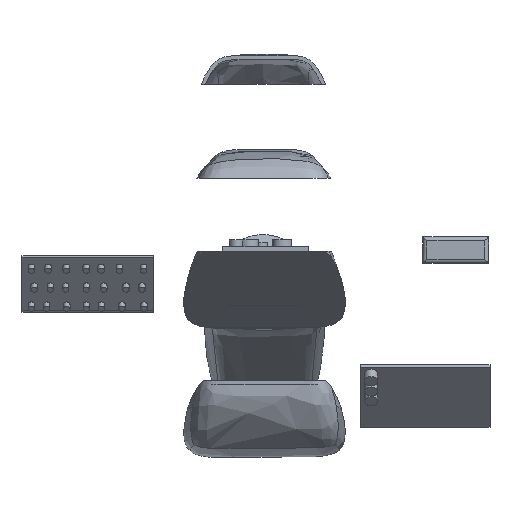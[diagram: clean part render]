
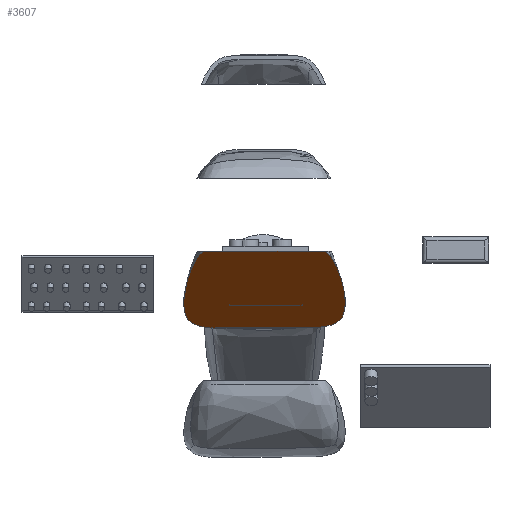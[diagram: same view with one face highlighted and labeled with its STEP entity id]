
A CAD part, front view. The second image highlights one B-rep face of the part: STEP entity #3607.
In plain terms, the highlighted planar face has unit normal (0, -0.555, -0.832).
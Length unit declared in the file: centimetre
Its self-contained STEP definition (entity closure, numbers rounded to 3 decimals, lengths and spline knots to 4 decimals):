
#145=B_SPLINE_CURVE_WITH_KNOTS('',3,(#11297,#11298,#11299,#11300),
 .UNSPECIFIED.,.F.,.F.,(4,4),(-2.5914,0.),.UNSPECIFIED.);
#150=B_SPLINE_CURVE_WITH_KNOTS('',3,(#11551,#11552,#11553,#11554,#11555,
#11556,#11557,#11558),.UNSPECIFIED.,.F.,.F.,(4,2,2,4),(-8.7901,
-5.2794,-2.9545,0.),.UNSPECIFIED.);
#153=B_SPLINE_CURVE_WITH_KNOTS('',3,(#11772,#11773,#11774,#11775,#11776,
#11777,#11778,#11779,#11780,#11781,#11782,#11783,#11784,#11785,#11786,#11787,
#11788,#11789,#11790,#11791,#11792,#11793,#11794,#11795,#11796,#11797,#11798,
#11799,#11800,#11801,#11802,#11803,#11804,#11805,#11806,#11807,#11808,#11809,
#11810,#11811,#11812,#11813,#11814),.UNSPECIFIED.,.F.,.F.,(4,3,3,3,3,3,
3,3,3,3,3,3,3,3,4),(-4.2725,-4.1504,-4.0184,
-3.8055,-3.6354,-3.5518,-3.2883,
-3.2292,-3.0248,-2.7323,-2.6157,
-1.5807,-1.0041,-0.3424,0.),
 .UNSPECIFIED.);
#161=B_SPLINE_CURVE_WITH_KNOTS('',3,(#12101,#12102,#12103,#12104,#12105,
#12106),.UNSPECIFIED.,.F.,.F.,(4,2,4),(-1.6342,-1.4094,
0.),.UNSPECIFIED.);
#163=B_SPLINE_CURVE_WITH_KNOTS('',3,(#12295,#12296,#12297,#12298,#12299,
#12300),.UNSPECIFIED.,.F.,.F.,(4,2,4),(-1.8511,-1.1814,
-0.8712),.UNSPECIFIED.);
#164=B_SPLINE_CURVE_WITH_KNOTS('',3,(#12554,#12555,#12556,#12557),
 .UNSPECIFIED.,.F.,.F.,(4,4),(-3.2592,0.),.UNSPECIFIED.);
#166=B_SPLINE_CURVE_WITH_KNOTS('',3,(#12782,#12783,#12784,#12785,#12786,
#12787,#12788,#12789),.UNSPECIFIED.,.F.,.F.,(4,2,2,4),(-4.6326,
-2.2027,-0.7465,0.),.UNSPECIFIED.);
#408=LINE('',#11891,#591);
#591=VECTOR('',#4696,1.);
#775=PLANE('',#3955);
#1103=FACE_OUTER_BOUND('',#1453,.T.);
#1453=EDGE_LOOP('',(#3121,#3122,#3123,#3124,#3125,#3126,#3127,#3128));
#1860=VERTEX_POINT('',#11295);
#1861=VERTEX_POINT('',#11296);
#1865=VERTEX_POINT('',#11550);
#1867=VERTEX_POINT('',#11771);
#1871=VERTEX_POINT('',#11889);
#1872=VERTEX_POINT('',#11890);
#1874=VERTEX_POINT('',#12100);
#1875=VERTEX_POINT('',#12553);
#2285=EDGE_CURVE('',#1860,#1861,#145,.T.);
#2290=EDGE_CURVE('',#1865,#1860,#150,.T.);
#2293=EDGE_CURVE('',#1867,#1865,#153,.T.);
#2299=EDGE_CURVE('',#1871,#1872,#408,.T.);
#2303=EDGE_CURVE('',#1872,#1874,#161,.T.);
#2305=EDGE_CURVE('',#1861,#1871,#163,.T.);
#2306=EDGE_CURVE('',#1874,#1875,#164,.T.);
#2308=EDGE_CURVE('',#1875,#1867,#166,.T.);
#3121=ORIENTED_EDGE('',*,*,#2299,.T.);
#3122=ORIENTED_EDGE('',*,*,#2303,.T.);
#3123=ORIENTED_EDGE('',*,*,#2306,.T.);
#3124=ORIENTED_EDGE('',*,*,#2308,.T.);
#3125=ORIENTED_EDGE('',*,*,#2293,.T.);
#3126=ORIENTED_EDGE('',*,*,#2290,.T.);
#3127=ORIENTED_EDGE('',*,*,#2285,.T.);
#3128=ORIENTED_EDGE('',*,*,#2305,.T.);
#3607=ADVANCED_FACE('',(#1103),#775,.T.);
#3955=AXIS2_PLACEMENT_3D('',#12790,#4697,#4698);
#4696=DIRECTION('',(-1.,0.,0.));
#4697=DIRECTION('center_axis',(0.,-0.555,-0.832));
#4698=DIRECTION('ref_axis',(-1.,0.,0.));
#11295=CARTESIAN_POINT('',(1.2519,-3.7804,13.1818));
#11296=CARTESIAN_POINT('',(0.4917,-6.2745,14.8468));
#11297=CARTESIAN_POINT('Ctrl Pts',(1.2519,-3.7804,13.1818));
#11298=CARTESIAN_POINT('Ctrl Pts',(1.0755,-4.6429,13.7576));
#11299=CARTESIAN_POINT('Ctrl Pts',(0.8107,-5.6069,14.4012));
#11300=CARTESIAN_POINT('Ctrl Pts',(0.4917,-6.2745,
14.8468));
#11550=CARTESIAN_POINT('',(1.0856,0.9099,10.0508));
#11551=CARTESIAN_POINT('Ctrl Pts',(1.0856,0.9099,10.0508));
#11552=CARTESIAN_POINT('Ctrl Pts',(1.2648,0.6719,10.2097));
#11553=CARTESIAN_POINT('Ctrl Pts',(1.3765,0.3738,10.4087));
#11554=CARTESIAN_POINT('Ctrl Pts',(1.4935,-0.1893,
10.7846));
#11555=CARTESIAN_POINT('Ctrl Pts',(1.5585,-0.5956,
11.0558));
#11556=CARTESIAN_POINT('Ctrl Pts',(1.5421,-2.069,12.0394));
#11557=CARTESIAN_POINT('Ctrl Pts',(1.4171,-2.9729,12.6428));
#11558=CARTESIAN_POINT('Ctrl Pts',(1.2519,-3.7804,13.1818));
#11771=CARTESIAN_POINT('',(-10.2436,1.006,9.9867));
#11772=CARTESIAN_POINT('Ctrl Pts',(-10.2436,1.006,9.9867));
#11773=CARTESIAN_POINT('Ctrl Pts',(-10.1352,1.1455,9.8935));
#11774=CARTESIAN_POINT('Ctrl Pts',(-10.0029,1.2637,9.8146));
#11775=CARTESIAN_POINT('Ctrl Pts',(-9.8441,1.3619,9.749));
#11776=CARTESIAN_POINT('Ctrl Pts',(-9.6723,1.4681,9.6781));
#11777=CARTESIAN_POINT('Ctrl Pts',(-9.4752,1.5462,9.626));
#11778=CARTESIAN_POINT('Ctrl Pts',(-9.2705,1.6019,9.5888));
#11779=CARTESIAN_POINT('Ctrl Pts',(-8.9405,1.6917,9.5289));
#11780=CARTESIAN_POINT('Ctrl Pts',(-8.587,1.7316,9.5023));
#11781=CARTESIAN_POINT('Ctrl Pts',(-8.1588,1.751,9.4893));
#11782=CARTESIAN_POINT('Ctrl Pts',(-7.8165,1.7666,9.4789));
#11783=CARTESIAN_POINT('Ctrl Pts',(-7.4269,1.7664,9.479));
#11784=CARTESIAN_POINT('Ctrl Pts',(-6.9649,1.7641,9.4806));
#11785=CARTESIAN_POINT('Ctrl Pts',(-6.7378,1.7629,9.4814));
#11786=CARTESIAN_POINT('Ctrl Pts',(-6.4915,1.7615,9.4823));
#11787=CARTESIAN_POINT('Ctrl Pts',(-6.2457,1.76,9.4833));
#11788=CARTESIAN_POINT('Ctrl Pts',(-5.4708,1.7552,9.4865));
#11789=CARTESIAN_POINT('Ctrl Pts',(-4.6614,1.7488,9.4908));
#11790=CARTESIAN_POINT('Ctrl Pts',(-3.8912,1.7417,9.4955));
#11791=CARTESIAN_POINT('Ctrl Pts',(-3.7184,1.7402,9.4966));
#11792=CARTESIAN_POINT('Ctrl Pts',(-3.5473,1.7385,9.4976));
#11793=CARTESIAN_POINT('Ctrl Pts',(-3.3924,1.737,9.4987));
#11794=CARTESIAN_POINT('Ctrl Pts',(-2.857,1.7317,9.5022));
#11795=CARTESIAN_POINT('Ctrl Pts',(-2.4711,1.7274,9.505));
#11796=CARTESIAN_POINT('Ctrl Pts',(-2.1874,1.7241,9.5073));
#11797=CARTESIAN_POINT('Ctrl Pts',(-1.7815,1.7194,9.5104));
#11798=CARTESIAN_POINT('Ctrl Pts',(-1.5849,1.7151,9.5133));
#11799=CARTESIAN_POINT('Ctrl Pts',(-1.4592,1.7115,9.5157));
#11800=CARTESIAN_POINT('Ctrl Pts',(-1.4091,1.7101,9.5166));
#11801=CARTESIAN_POINT('Ctrl Pts',(-1.3663,1.7087,9.5176));
#11802=CARTESIAN_POINT('Ctrl Pts',(-1.3209,1.707,9.5187));
#11803=CARTESIAN_POINT('Ctrl Pts',(-0.9178,1.6923,
9.5285));
#11804=CARTESIAN_POINT('Ctrl Pts',(-0.5374,1.6638,
9.5475));
#11805=CARTESIAN_POINT('Ctrl Pts',(-0.1947,1.598,
9.5915));
#11806=CARTESIAN_POINT('Ctrl Pts',(-0.0038,1.5613,
9.6159));
#11807=CARTESIAN_POINT('Ctrl Pts',(0.1774,1.5132,9.6481));
#11808=CARTESIAN_POINT('Ctrl Pts',(0.3499,1.4453,9.6934));
#11809=CARTESIAN_POINT('Ctrl Pts',(0.5478,1.3673,9.7454));
#11810=CARTESIAN_POINT('Ctrl Pts',(0.7319,1.2611,9.8164));
#11811=CARTESIAN_POINT('Ctrl Pts',(0.88,1.1312,9.903));
#11812=CARTESIAN_POINT('Ctrl Pts',(0.9567,1.0641,9.9479));
#11813=CARTESIAN_POINT('Ctrl Pts',(1.025,0.9904,9.9971));
#11814=CARTESIAN_POINT('Ctrl Pts',(1.0856,0.9099,10.0508));
#11889=CARTESIAN_POINT('',(0.0326,-6.9903,15.3247));
#11890=CARTESIAN_POINT('',(-9.2244,-6.9903,15.3247));
#11891=CARTESIAN_POINT('',(-4.5886,-6.9903,15.3247));
#12100=CARTESIAN_POINT('',(-9.6879,-6.269,14.8432));
#12101=CARTESIAN_POINT('Ctrl Pts',(-9.2244,-6.9903,15.3247));
#12102=CARTESIAN_POINT('Ctrl Pts',(-9.2398,-6.9737,
15.3136));
#12103=CARTESIAN_POINT('Ctrl Pts',(-9.2549,-6.9568,15.3023));
#12104=CARTESIAN_POINT('Ctrl Pts',(-9.3629,-6.832,
15.219));
#12105=CARTESIAN_POINT('Ctrl Pts',(-9.5157,-6.6326,
15.0859));
#12106=CARTESIAN_POINT('Ctrl Pts',(-9.6879,-6.269,
14.8432));
#12295=CARTESIAN_POINT('Ctrl Pts',(0.4917,-6.2745,
14.8468));
#12296=CARTESIAN_POINT('Ctrl Pts',(0.4094,-6.4468,
14.9618));
#12297=CARTESIAN_POINT('Ctrl Pts',(0.3133,-6.6205,
15.0778));
#12298=CARTESIAN_POINT('Ctrl Pts',(0.1506,-6.8513,
15.2319));
#12299=CARTESIAN_POINT('Ctrl Pts',(0.0946,-6.9225,
15.2794));
#12300=CARTESIAN_POINT('Ctrl Pts',(0.0326,-6.9903,
15.3247));
#12553=CARTESIAN_POINT('',(-10.4545,-3.6707,13.1086));
#12554=CARTESIAN_POINT('Ctrl Pts',(-9.6879,-6.269,
14.8432));
#12555=CARTESIAN_POINT('Ctrl Pts',(-10.0155,-5.5771,14.3813));
#12556=CARTESIAN_POINT('Ctrl Pts',(-10.2821,-4.5628,
13.7042));
#12557=CARTESIAN_POINT('Ctrl Pts',(-10.4545,-3.6707,13.1086));
#12782=CARTESIAN_POINT('Ctrl Pts',(-10.4545,-3.6707,13.1086));
#12783=CARTESIAN_POINT('Ctrl Pts',(-10.6202,-2.8134,
12.5364));
#12784=CARTESIAN_POINT('Ctrl Pts',(-10.7421,-1.8415,
11.8875));
#12785=CARTESIAN_POINT('Ctrl Pts',(-10.7181,-0.4458,
10.9558));
#12786=CARTESIAN_POINT('Ctrl Pts',(-10.6614,0.0445,
10.6285));
#12787=CARTESIAN_POINT('Ctrl Pts',(-10.4701,0.633,
10.2357));
#12788=CARTESIAN_POINT('Ctrl Pts',(-10.3786,0.8321,
10.1027));
#12789=CARTESIAN_POINT('Ctrl Pts',(-10.2436,1.006,9.9867));
#12790=CARTESIAN_POINT('Origin',(-4.5886,-2.158,12.0988));
